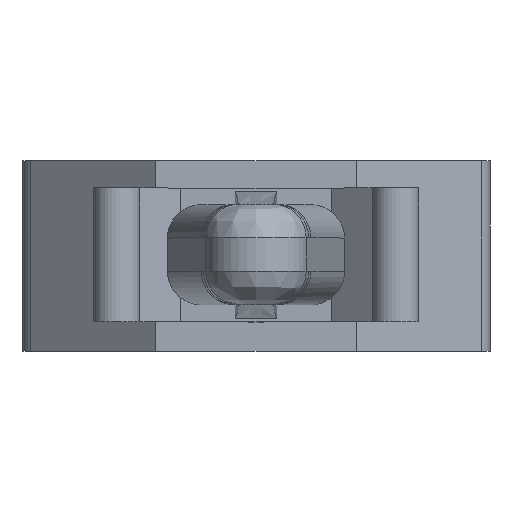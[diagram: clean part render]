
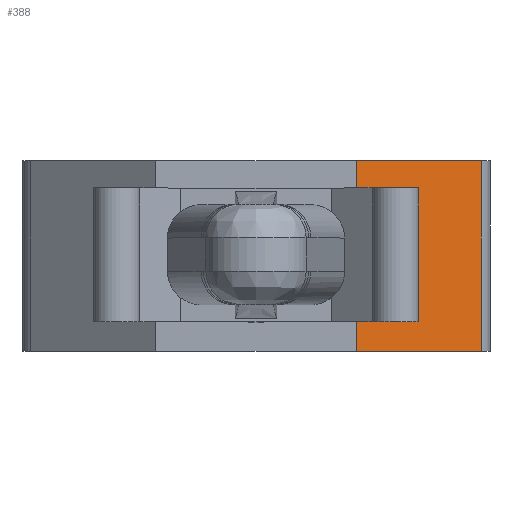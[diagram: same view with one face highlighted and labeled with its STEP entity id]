
A CAD part, top view. The second image highlights one B-rep face of the part: STEP entity #388.
In plain terms, the highlighted planar face has unit normal (0.648, 0, 0.762).
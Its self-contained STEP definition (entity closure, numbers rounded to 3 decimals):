
#388 = ADVANCED_FACE( '', ( #778 ), #779, .T. );
#778 = FACE_OUTER_BOUND( '', #1967, .T. );
#779 = PLANE( '', #1968 );
#1967 = EDGE_LOOP( '', ( #3017, #3018, #3019, #3020 ) );
#1968 = AXIS2_PLACEMENT_3D( '', #3021, #3022, #3023 );
#3017 = ORIENTED_EDGE( '', *, *, #3337, .F. );
#3018 = ORIENTED_EDGE( '', *, *, #3461, .F. );
#3019 = ORIENTED_EDGE( '', *, *, #3444, .T. );
#3020 = ORIENTED_EDGE( '', *, *, #3431, .T. );
#3021 = CARTESIAN_POINT( '', ( 3., -2.85, -7.5 ) );
#3022 = DIRECTION( '', ( 0.648, 0., 0.762 ) );
#3023 = DIRECTION( '', ( 0.762, 0., -0.648 ) );
#3337 = EDGE_CURVE( '', #3953, #3955, #3956, .T. );
#3431 = EDGE_CURVE( '', #4068, #3955, #4069, .T. );
#3444 = EDGE_CURVE( '', #4083, #4068, #4084, .T. );
#3461 = EDGE_CURVE( '', #4083, #3953, #4101, .T. );
#3953 = VERTEX_POINT( '', #4839 );
#3955 = VERTEX_POINT( '', #4842 );
#3956 = LINE( '', #4843, #4844 );
#4068 = VERTEX_POINT( '', #4988 );
#4069 = LINE( '', #4989, #4990 );
#4083 = VERTEX_POINT( '', #5007 );
#4084 = LINE( '', #5008, #5009 );
#4101 = LINE( '', #5028, #5029 );
#4839 = CARTESIAN_POINT( '', ( 3., 2.85, -7.5 ) );
#4842 = CARTESIAN_POINT( '', ( 6.736, 2.85, -10.679 ) );
#4843 = CARTESIAN_POINT( '', ( 3., 2.85, -7.5 ) );
#4844 = VECTOR( '', #5442, 1000. );
#4988 = CARTESIAN_POINT( '', ( 6.736, -2.85, -10.679 ) );
#4989 = CARTESIAN_POINT( '', ( 6.736, -2.85, -10.679 ) );
#4990 = VECTOR( '', #5547, 1000. );
#5007 = CARTESIAN_POINT( '', ( 3., -2.85, -7.5 ) );
#5008 = CARTESIAN_POINT( '', ( 3., -2.85, -7.5 ) );
#5009 = VECTOR( '', #5560, 1000. );
#5028 = CARTESIAN_POINT( '', ( 3., -2.85, -7.5 ) );
#5029 = VECTOR( '', #5569, 1000. );
#5442 = DIRECTION( '', ( 0.762, 0., -0.648 ) );
#5547 = DIRECTION( '', ( 0., 1., 0. ) );
#5560 = DIRECTION( '', ( 0.762, 0., -0.648 ) );
#5569 = DIRECTION( '', ( 0., 1., 0. ) );
